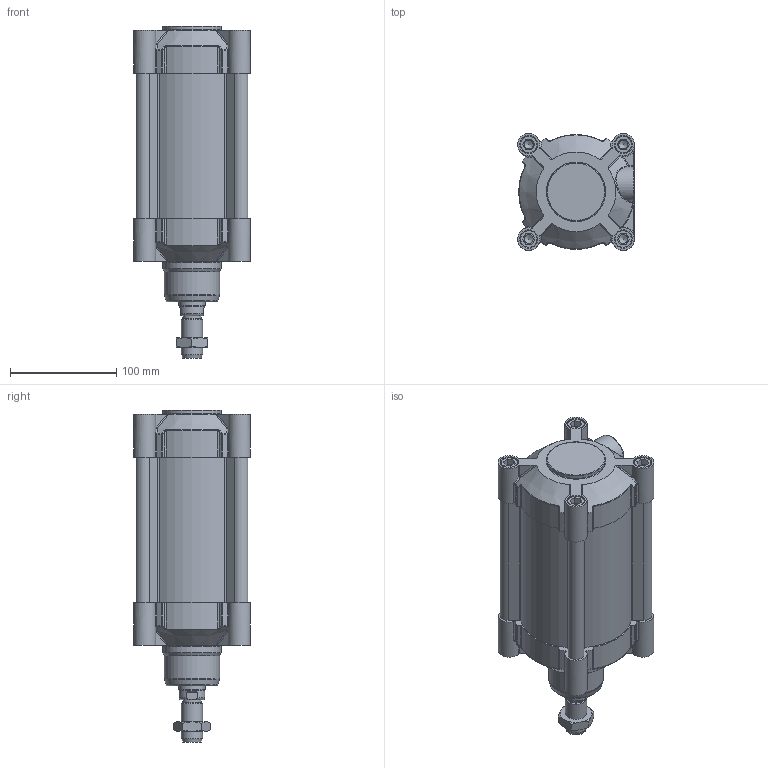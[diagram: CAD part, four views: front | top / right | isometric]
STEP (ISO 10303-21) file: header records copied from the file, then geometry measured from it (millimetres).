
FILE_DESCRIPTION(/* description */ (''),/* implementation_level */ '2;1');
FILE_NAME(/* name */ 'HSM100.080.GS.M.stp',/* time_stamp */ '2021-03-01T11:53:09+01:00',/* author */ ('carlo.corazza'),/* organization */ (''),/* preprocessor_version */ 'ST-DEVELOPER v18.1',/* originating_system */ 'Autodesk Inventor 2020',/* authorisation */ '');
FILE_SCHEMA (('AUTOMOTIVE_DESIGN { 1 0 10303 214 3 1 1 }'));
Length unit declared in the file: millimetre
Products named in the file (6): HSM100.080.GS.M; TP H100; TA H100; CORPO-080; STELO-080; 29.2020.000.0
Assembly tree (5 placements, depth 2):
  HSM100.080.GS.M
    TP H100
    TA H100
    CORPO-080
    STELO-080
    29.2020.000.0
Bounding box: 110 x 110 x 313 mm (x, y, z)
Volume: 1470209.8 mm3; surface area: 362924.9 mm2
Topology: 5 solids, 17 shells, 1284 faces, 3193 edges, 1973 vertices
Faces by surface type: plane 395, cylinder 298, bspline 256, cone 124, sphere 108, torus 103
Full cylindrical faces by diameter (mm): 8.376 x8, 10 x8, 10.3 x8, 12 x4, 16 x8, 16.3 x8, 17 x2, 17.5 x1, 18.376 x1, 18.631 x2, 20 x1, 24.5 x1, 25 x2, 25.6 x1, 25.8 x1, 25.962 x1, 30 x1, 31.5 x1, 35 x2, 52 x1, 55 x2, 100 x2
Entity records: 46050 total; most frequent: CARTESIAN_POINT 15472, ORIENTED_EDGE 6248, DIRECTION 5919, EDGE_CURVE 3124, AXIS2_PLACEMENT_3D 2364, VERTEX_POINT 1973, EDGE_LOOP 1405, CIRCLE 1308
